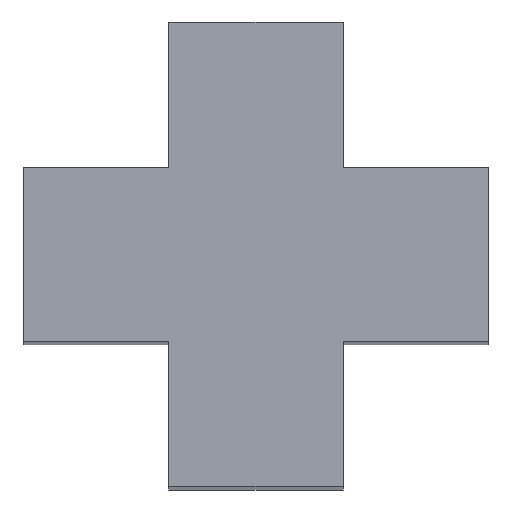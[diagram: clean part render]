
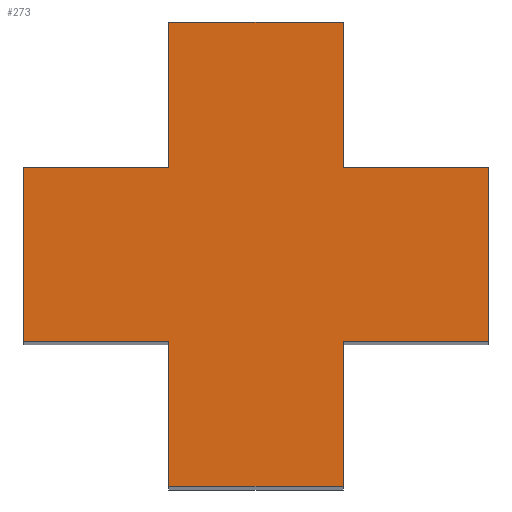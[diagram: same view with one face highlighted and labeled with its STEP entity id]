
A CAD part, top view. The second image highlights one B-rep face of the part: STEP entity #273.
In plain terms, the highlighted planar face has unit normal (0, 0, 1).
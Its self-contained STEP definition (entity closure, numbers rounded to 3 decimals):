
#27=FACE_OUTER_BOUND('',#41,.T.);
#41=EDGE_LOOP('',(#223,#224,#225,#226,#227,#228,#229,#230,#231,#232,#233,
#234));
#45=LINE('',#377,#81);
#48=LINE('',#383,#84);
#51=LINE('',#389,#87);
#54=LINE('',#395,#90);
#57=LINE('',#401,#93);
#60=LINE('',#407,#96);
#63=LINE('',#413,#99);
#66=LINE('',#419,#102);
#69=LINE('',#425,#105);
#72=LINE('',#431,#108);
#75=LINE('',#437,#111);
#78=LINE('',#441,#114);
#81=VECTOR('',#309,10.);
#84=VECTOR('',#314,10.);
#87=VECTOR('',#319,10.);
#90=VECTOR('',#324,10.);
#93=VECTOR('',#329,10.);
#96=VECTOR('',#334,10.);
#99=VECTOR('',#339,10.);
#102=VECTOR('',#344,10.);
#105=VECTOR('',#349,10.);
#108=VECTOR('',#354,10.);
#111=VECTOR('',#359,10.);
#114=VECTOR('',#364,10.);
#117=VERTEX_POINT('',#374);
#118=VERTEX_POINT('',#376);
#120=VERTEX_POINT('',#382);
#122=VERTEX_POINT('',#388);
#124=VERTEX_POINT('',#394);
#126=VERTEX_POINT('',#400);
#128=VERTEX_POINT('',#406);
#130=VERTEX_POINT('',#412);
#132=VERTEX_POINT('',#418);
#134=VERTEX_POINT('',#424);
#136=VERTEX_POINT('',#430);
#138=VERTEX_POINT('',#436);
#141=EDGE_CURVE('',#118,#117,#45,.T.);
#144=EDGE_CURVE('',#120,#118,#48,.T.);
#147=EDGE_CURVE('',#122,#120,#51,.T.);
#150=EDGE_CURVE('',#124,#122,#54,.T.);
#153=EDGE_CURVE('',#126,#124,#57,.T.);
#156=EDGE_CURVE('',#128,#126,#60,.T.);
#159=EDGE_CURVE('',#130,#128,#63,.T.);
#162=EDGE_CURVE('',#132,#130,#66,.T.);
#165=EDGE_CURVE('',#134,#132,#69,.T.);
#168=EDGE_CURVE('',#136,#134,#72,.T.);
#171=EDGE_CURVE('',#138,#136,#75,.T.);
#174=EDGE_CURVE('',#117,#138,#78,.T.);
#223=ORIENTED_EDGE('',*,*,#174,.T.);
#224=ORIENTED_EDGE('',*,*,#171,.T.);
#225=ORIENTED_EDGE('',*,*,#168,.T.);
#226=ORIENTED_EDGE('',*,*,#165,.T.);
#227=ORIENTED_EDGE('',*,*,#162,.T.);
#228=ORIENTED_EDGE('',*,*,#159,.T.);
#229=ORIENTED_EDGE('',*,*,#156,.T.);
#230=ORIENTED_EDGE('',*,*,#153,.T.);
#231=ORIENTED_EDGE('',*,*,#150,.T.);
#232=ORIENTED_EDGE('',*,*,#147,.T.);
#233=ORIENTED_EDGE('',*,*,#144,.T.);
#234=ORIENTED_EDGE('',*,*,#141,.T.);
#259=PLANE('',#301);
#273=ADVANCED_FACE('',(#27),#259,.T.);
#301=AXIS2_PLACEMENT_3D('',#442,#365,#366);
#309=DIRECTION('',(0.,1.,0.));
#314=DIRECTION('',(1.,0.,0.));
#319=DIRECTION('',(0.,1.,0.));
#324=DIRECTION('',(1.,0.,0.));
#329=DIRECTION('',(0.,-1.,0.));
#334=DIRECTION('',(1.,0.,0.));
#339=DIRECTION('',(0.,-1.,0.));
#344=DIRECTION('',(-1.,0.,0.));
#349=DIRECTION('',(0.,-1.,0.));
#354=DIRECTION('',(-1.,0.,0.));
#359=DIRECTION('',(0.,1.,0.));
#364=DIRECTION('',(-1.,0.,0.));
#365=DIRECTION('center_axis',(0.,0.,1.));
#366=DIRECTION('ref_axis',(1.,0.,0.));
#374=CARTESIAN_POINT('',(4.8,3.3,23.7));
#376=CARTESIAN_POINT('',(4.8,1.5,23.7));
#377=CARTESIAN_POINT('',(4.8,3.3,23.7));
#382=CARTESIAN_POINT('',(3.3,1.5,23.7));
#383=CARTESIAN_POINT('',(4.8,1.5,23.7));
#388=CARTESIAN_POINT('',(3.3,0.,23.7));
#389=CARTESIAN_POINT('',(3.3,4.8,23.7));
#394=CARTESIAN_POINT('',(1.5,0.,23.7));
#395=CARTESIAN_POINT('',(3.3,0.,23.7));
#400=CARTESIAN_POINT('',(1.5,1.5,23.7));
#401=CARTESIAN_POINT('',(1.5,0.,23.7));
#406=CARTESIAN_POINT('',(0.,1.5,23.7));
#407=CARTESIAN_POINT('',(4.8,1.5,23.7));
#412=CARTESIAN_POINT('',(0.,3.3,23.7));
#413=CARTESIAN_POINT('',(0.,1.5,23.7));
#418=CARTESIAN_POINT('',(1.5,3.3,23.7));
#419=CARTESIAN_POINT('',(0.,3.3,23.7));
#424=CARTESIAN_POINT('',(1.5,4.8,23.7));
#425=CARTESIAN_POINT('',(1.5,0.,23.7));
#430=CARTESIAN_POINT('',(3.3,4.8,23.7));
#431=CARTESIAN_POINT('',(1.5,4.8,23.7));
#436=CARTESIAN_POINT('',(3.3,3.3,23.7));
#437=CARTESIAN_POINT('',(3.3,4.8,23.7));
#441=CARTESIAN_POINT('',(0.,3.3,23.7));
#442=CARTESIAN_POINT('Origin',(2.4,2.4,23.7));
